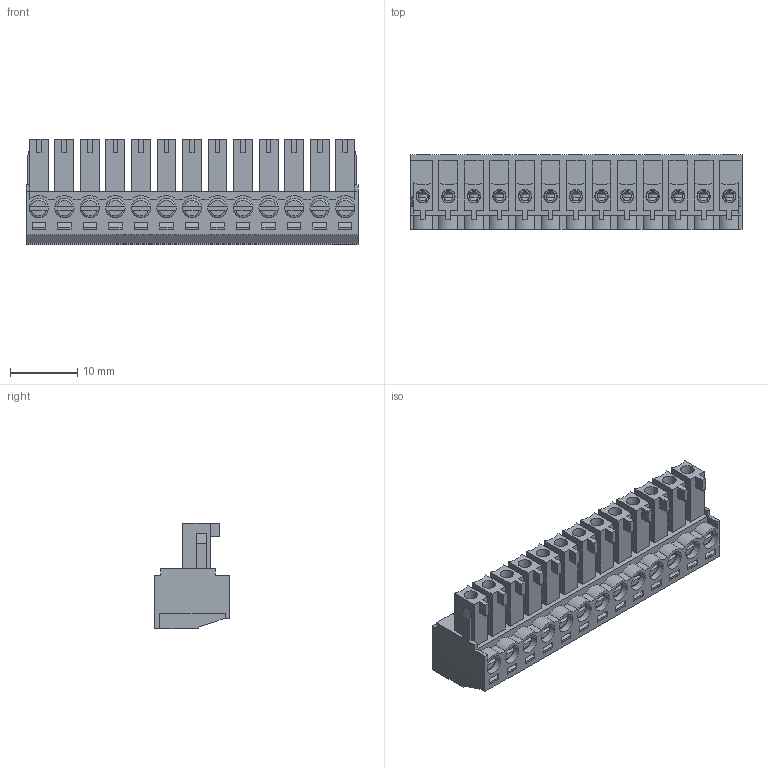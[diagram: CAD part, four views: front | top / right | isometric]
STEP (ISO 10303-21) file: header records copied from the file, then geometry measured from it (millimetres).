
FILE_DESCRIPTION( ( 'Unknown' ), '1' );
FILE_NAME( '691361300013.stp', 'Unknown', ( 'Unknown' ), ( 'Unknown' ), 'PSStep 14.0', 'Unknown', ' ' );
FILE_SCHEMA( ( 'AUTOMOTIVE_DESIGN { 1 0 10303 214 1 1 1 1 }' ) );
Length unit declared in the file: millimetre
Products named in the file (6): Assem1; 6913613000xx_PIN; 6913613000xx_VISSE; 6913613000xx_CAGE; 691361300013; 691361300013_CAPOT
Assembly tree (41 placements, depth 2):
  Assem1
    6913613000xx_PIN  x13
    6913613000xx_VISSE  x13
    6913613000xx_CAGE  x13
    691361300013
    691361300013_CAPOT
Bounding box: 49.53 x 11.1 x 15.8 mm (x, y, z)
Volume: 3616.9 mm3; surface area: 11670.9 mm2
Topology: 41 solids, 41 shells, 1945 faces, 5156 edges, 3369 vertices
Faces by surface type: plane 1516, cylinder 364, torus 39, cone 26
Full cylindrical faces by diameter (mm): 1.35 x13, 1.9 x26, 2 x13, 2.9 x26
Entity records: 39808 total; most frequent: CARTESIAN_POINT 5569, ORIENTED_EDGE 5344, DIRECTION 4998, EDGE_CURVE 2672, LINE 2456, VECTOR 2456, VERTEX_POINT 1794, EDGE_LOOP 1288
